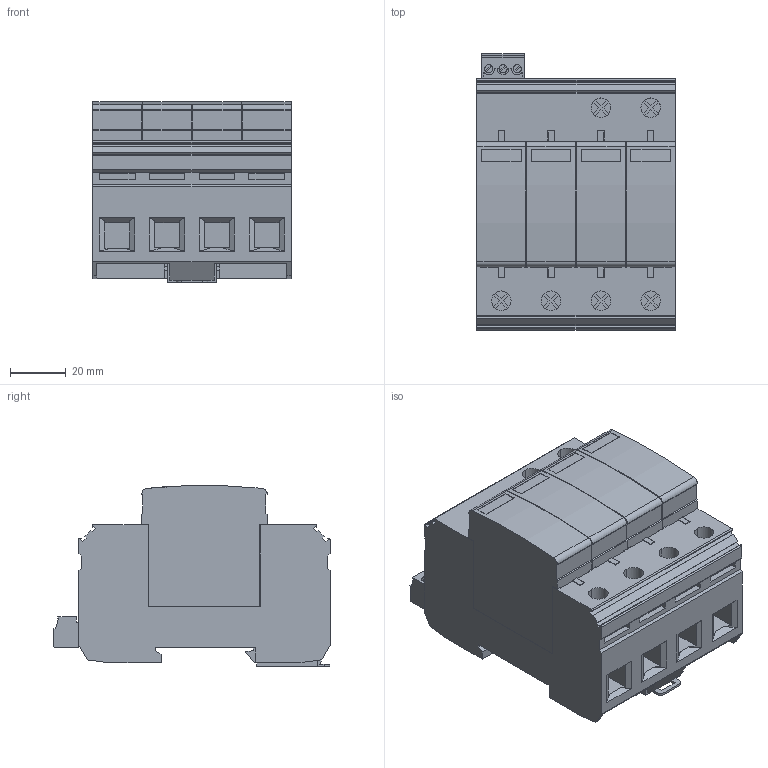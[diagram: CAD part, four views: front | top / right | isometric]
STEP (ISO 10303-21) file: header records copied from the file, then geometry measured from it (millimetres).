
FILE_DESCRIPTION(('Creo Elements/Direct Modeling STEP Export'),'2;1');
FILE_NAME('model.stp','2019-07-17T 8:57:24',(''),(''),'Creo Elements/Direct Modeling STEP processor for AP214 (Solid Model)','Creo Elements/Direct Modeling 20.1A 29-Sep-2018 (C) Parametric Technology GmbH','');
FILE_SCHEMA(('AUTOMOTIVE_DESIGN { 1 0 10303 214 1 1 1 1 }'));
Length unit declared in the file: millimetre
Products named in the file (2): VAL_MS_320_3_1_FM-select
Assembly tree (1 placements, depth 2):
  VAL_MS_320_3_1_FM-select
    VAL_MS_320_3_1_FM-select
Bounding box: 71 x 98.7 x 64.59 mm (x, y, z)
Volume: 315947.7 mm3; surface area: 65607.6 mm2
Topology: 1 solids, 1 shells, 627 faces, 1744 edges, 1160 vertices
Faces by surface type: plane 585, cylinder 42
Entity records: 23571 total; most frequent: ORIENTED_EDGE 3488, CARTESIAN_POINT 3356, DIRECTION 2853, EDGE_CURVE 1744, VECTOR 1539, LINE 1539, VERTEX_POINT 1160, EDGE_LOOP 670
